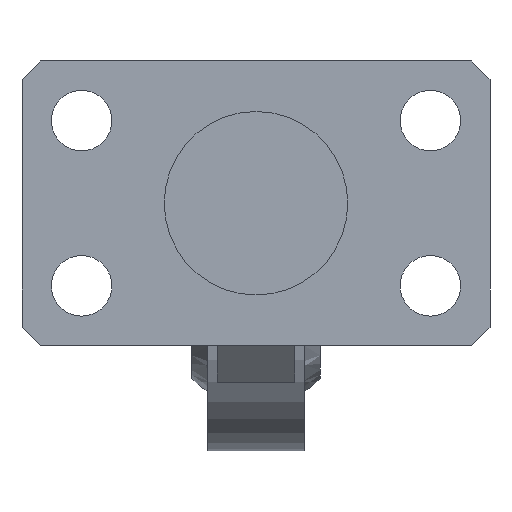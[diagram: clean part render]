
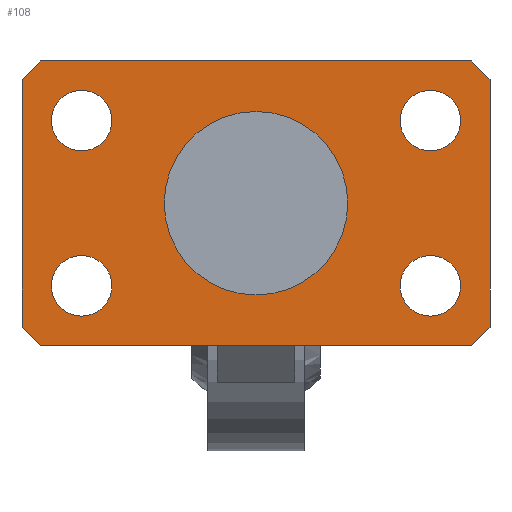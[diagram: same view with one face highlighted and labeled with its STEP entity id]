
A CAD part, front view. The second image highlights one B-rep face of the part: STEP entity #108.
In plain terms, the highlighted planar face has unit normal (0, -1, 0).
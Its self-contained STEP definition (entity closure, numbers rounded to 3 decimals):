
#108=ADVANCED_FACE('',(#212,#213,#214,#215,#216,#217),#218,.F.);
#212=FACE_BOUND('',#329,.T.);
#213=FACE_BOUND('',#330,.T.);
#214=FACE_BOUND('',#331,.T.);
#215=FACE_BOUND('',#332,.T.);
#216=FACE_BOUND('',#333,.T.);
#217=FACE_OUTER_BOUND('',#334,.T.);
#218=PLANE('',#335);
#329=EDGE_LOOP('',(#683,#684));
#330=EDGE_LOOP('',(#685,#686));
#331=EDGE_LOOP('',(#687,#688));
#332=EDGE_LOOP('',(#689,#690));
#333=EDGE_LOOP('',(#691,#692));
#334=EDGE_LOOP('',(#693,#694,#695,#696,#697,#698,#699,#700));
#335=AXIS2_PLACEMENT_3D('',#701,#702,#703);
#683=ORIENTED_EDGE('',*,*,#824,.T.);
#684=ORIENTED_EDGE('',*,*,#785,.T.);
#685=ORIENTED_EDGE('',*,*,#828,.T.);
#686=ORIENTED_EDGE('',*,*,#777,.T.);
#687=ORIENTED_EDGE('',*,*,#831,.T.);
#688=ORIENTED_EDGE('',*,*,#769,.T.);
#689=ORIENTED_EDGE('',*,*,#835,.T.);
#690=ORIENTED_EDGE('',*,*,#761,.T.);
#691=ORIENTED_EDGE('',*,*,#839,.T.);
#692=ORIENTED_EDGE('',*,*,#753,.T.);
#693=ORIENTED_EDGE('',*,*,#860,.F.);
#694=ORIENTED_EDGE('',*,*,#842,.F.);
#695=ORIENTED_EDGE('',*,*,#846,.F.);
#696=ORIENTED_EDGE('',*,*,#849,.F.);
#697=ORIENTED_EDGE('',*,*,#851,.F.);
#698=ORIENTED_EDGE('',*,*,#853,.F.);
#699=ORIENTED_EDGE('',*,*,#855,.F.);
#700=ORIENTED_EDGE('',*,*,#858,.F.);
#701=CARTESIAN_POINT('',(0.,0.,0.));
#702=DIRECTION('',(0.,1.0,0.));
#703=DIRECTION('',(-1.0,0.0,0.));
#753=EDGE_CURVE('',#876,#880,#882,.T.);
#761=EDGE_CURVE('',#892,#896,#898,.T.);
#769=EDGE_CURVE('',#908,#912,#914,.T.);
#777=EDGE_CURVE('',#924,#928,#930,.T.);
#785=EDGE_CURVE('',#940,#944,#946,.T.);
#824=EDGE_CURVE('',#944,#940,#1011,.T.);
#828=EDGE_CURVE('',#928,#924,#1015,.T.);
#831=EDGE_CURVE('',#912,#908,#1018,.T.);
#835=EDGE_CURVE('',#896,#892,#1022,.T.);
#839=EDGE_CURVE('',#880,#876,#1026,.T.);
#842=EDGE_CURVE('',#1030,#1032,#1033,.T.);
#846=EDGE_CURVE('',#1037,#1030,#1039,.T.);
#849=EDGE_CURVE('',#1041,#1037,#1043,.T.);
#851=EDGE_CURVE('',#1044,#1041,#1046,.T.);
#853=EDGE_CURVE('',#1047,#1044,#1049,.T.);
#855=EDGE_CURVE('',#1050,#1047,#1052,.T.);
#858=EDGE_CURVE('',#1055,#1050,#1057,.T.);
#860=EDGE_CURVE('',#1032,#1055,#1059,.T.);
#876=VERTEX_POINT('',#1085);
#880=VERTEX_POINT('',#1090);
#882=CIRCLE('',#1093,3.3);
#892=VERTEX_POINT('',#1105);
#896=VERTEX_POINT('',#1110);
#898=CIRCLE('',#1113,3.3);
#908=VERTEX_POINT('',#1125);
#912=VERTEX_POINT('',#1130);
#914=CIRCLE('',#1133,3.3);
#924=VERTEX_POINT('',#1145);
#928=VERTEX_POINT('',#1150);
#930=CIRCLE('',#1153,3.3);
#940=VERTEX_POINT('',#1165);
#944=VERTEX_POINT('',#1170);
#946=CIRCLE('',#1173,10.0);
#1011=CIRCLE('',#1256,10.0);
#1015=CIRCLE('',#1260,3.3);
#1018=CIRCLE('',#1263,3.3);
#1022=CIRCLE('',#1267,3.3);
#1026=CIRCLE('',#1271,3.3);
#1030=VERTEX_POINT('',#1276);
#1032=VERTEX_POINT('',#1279);
#1033=LINE('',#1280,#1281);
#1037=VERTEX_POINT('',#1287);
#1039=LINE('',#1290,#1291);
#1041=VERTEX_POINT('',#1294);
#1043=LINE('',#1297,#1298);
#1044=VERTEX_POINT('',#1299);
#1046=LINE('',#1302,#1303);
#1047=VERTEX_POINT('',#1304);
#1049=LINE('',#1307,#1308);
#1050=VERTEX_POINT('',#1309);
#1052=LINE('',#1312,#1313);
#1055=VERTEX_POINT('',#1317);
#1057=LINE('',#1320,#1321);
#1059=LINE('',#1324,#1325);
#1085=CARTESIAN_POINT('',(15.7,0.,-9.0));
#1090=CARTESIAN_POINT('',(22.3,0.,-9.0));
#1093=AXIS2_PLACEMENT_3D('',#1357,#1358,#1359);
#1105=CARTESIAN_POINT('',(15.7,0.,9.0));
#1110=CARTESIAN_POINT('',(22.3,0.,9.0));
#1113=AXIS2_PLACEMENT_3D('',#1373,#1374,#1375);
#1125=CARTESIAN_POINT('',(-22.3,0.,-9.0));
#1130=CARTESIAN_POINT('',(-15.7,0.,-9.0));
#1133=AXIS2_PLACEMENT_3D('',#1389,#1390,#1391);
#1145=CARTESIAN_POINT('',(-22.3,0.,9.0));
#1150=CARTESIAN_POINT('',(-15.7,0.,9.0));
#1153=AXIS2_PLACEMENT_3D('',#1405,#1406,#1407);
#1165=CARTESIAN_POINT('',(-10.0,0.,0.));
#1170=CARTESIAN_POINT('',(10.0,0.,0.0));
#1173=AXIS2_PLACEMENT_3D('',#1421,#1422,#1423);
#1256=AXIS2_PLACEMENT_3D('',#1502,#1503,#1504);
#1260=AXIS2_PLACEMENT_3D('',#1514,#1515,#1516);
#1263=AXIS2_PLACEMENT_3D('',#1523,#1524,#1525);
#1267=AXIS2_PLACEMENT_3D('',#1535,#1536,#1537);
#1271=AXIS2_PLACEMENT_3D('',#1547,#1548,#1549);
#1276=CARTESIAN_POINT('',(25.5,0.,13.5));
#1279=CARTESIAN_POINT('',(25.5,0.,-13.5));
#1280=CARTESIAN_POINT('',(25.5,0.,13.5));
#1281=VECTOR('',#1552,1.0);
#1287=CARTESIAN_POINT('',(23.5,0.,15.5));
#1290=CARTESIAN_POINT('',(23.5,0.,15.5));
#1291=VECTOR('',#1556,1.0);
#1294=CARTESIAN_POINT('',(-23.5,0.,15.5));
#1297=CARTESIAN_POINT('',(-23.5,0.,15.5));
#1298=VECTOR('',#1559,1.0);
#1299=CARTESIAN_POINT('',(-25.5,0.,13.5));
#1302=CARTESIAN_POINT('',(-25.5,0.,13.5));
#1303=VECTOR('',#1561,1.0);
#1304=CARTESIAN_POINT('',(-25.5,0.,-13.5));
#1307=CARTESIAN_POINT('',(-25.5,0.,-13.5));
#1308=VECTOR('',#1563,1.0);
#1309=CARTESIAN_POINT('',(-23.5,0.,-15.5));
#1312=CARTESIAN_POINT('',(-23.5,0.,-15.5));
#1313=VECTOR('',#1565,1.0);
#1317=CARTESIAN_POINT('',(23.5,0.,-15.5));
#1320=CARTESIAN_POINT('',(23.5,0.,-15.5));
#1321=VECTOR('',#1568,1.0);
#1324=CARTESIAN_POINT('',(25.5,0.,-13.5));
#1325=VECTOR('',#1570,1.0);
#1357=CARTESIAN_POINT('',(19.0,0.,-9.0));
#1358=DIRECTION('',(0.,1.0,0.));
#1359=DIRECTION('',(-1.0,0.0,0.));
#1373=CARTESIAN_POINT('',(19.0,0.,9.0));
#1374=DIRECTION('',(0.,1.0,0.));
#1375=DIRECTION('',(-1.0,0.0,0.));
#1389=CARTESIAN_POINT('',(-19.0,0.,-9.0));
#1390=DIRECTION('',(0.,1.0,0.));
#1391=DIRECTION('',(-1.0,0.0,0.));
#1405=CARTESIAN_POINT('',(-19.0,0.,9.0));
#1406=DIRECTION('',(0.,1.0,0.));
#1407=DIRECTION('',(-1.0,0.0,0.));
#1421=CARTESIAN_POINT('',(0.0,0.0,0.0));
#1422=DIRECTION('',(0.,1.0,0.));
#1423=DIRECTION('',(-1.0,0.0,0.));
#1502=CARTESIAN_POINT('',(0.0,0.0,0.0));
#1503=DIRECTION('',(0.,1.0,0.));
#1504=DIRECTION('',(-1.0,0.0,0.));
#1514=CARTESIAN_POINT('',(-19.0,0.,9.0));
#1515=DIRECTION('',(0.,1.0,0.));
#1516=DIRECTION('',(-1.0,0.0,0.));
#1523=CARTESIAN_POINT('',(-19.0,0.,-9.0));
#1524=DIRECTION('',(0.,1.0,0.));
#1525=DIRECTION('',(-1.0,0.0,0.));
#1535=CARTESIAN_POINT('',(19.0,0.,9.0));
#1536=DIRECTION('',(0.,1.0,0.));
#1537=DIRECTION('',(-1.0,0.0,0.));
#1547=CARTESIAN_POINT('',(19.0,0.,-9.0));
#1548=DIRECTION('',(0.,1.0,0.));
#1549=DIRECTION('',(-1.0,0.0,0.));
#1552=DIRECTION('',(0.,0.,-1.0));
#1556=DIRECTION('',(0.707,0.,-0.707));
#1559=DIRECTION('',(1.0,0.0,0.));
#1561=DIRECTION('',(0.707,0.,0.707));
#1563=DIRECTION('',(0.,0.,1.0));
#1565=DIRECTION('',(-0.707,0.,0.707));
#1568=DIRECTION('',(-1.0,0.0,0.));
#1570=DIRECTION('',(-0.707,0.,-0.707));
